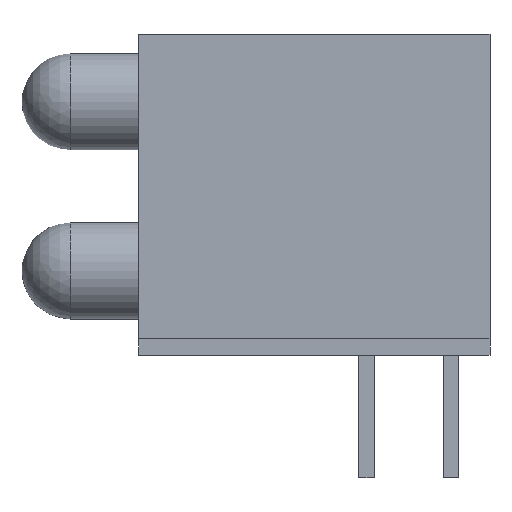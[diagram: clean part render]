
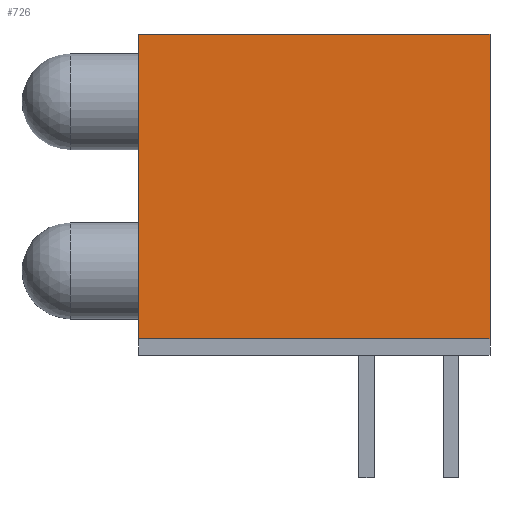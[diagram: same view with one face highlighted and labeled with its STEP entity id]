
A CAD part, front view. The second image highlights one B-rep face of the part: STEP entity #726.
In plain terms, the highlighted planar face has unit normal (0, -1, 0).
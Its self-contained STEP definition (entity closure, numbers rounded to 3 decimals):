
#57=FACE_OUTER_BOUND('',#110,.T.);
#110=EDGE_LOOP('',(#513,#514,#515,#516));
#162=LINE('',#1056,#249);
#165=LINE('',#1064,#252);
#168=LINE('',#1073,#255);
#170=LINE('',#1077,#257);
#249=VECTOR('',#849,9.15);
#252=VECTOR('',#856,9.15);
#255=VECTOR('',#867,10.55);
#257=VECTOR('',#873,10.55);
#335=VERTEX_POINT('',#1053);
#336=VERTEX_POINT('',#1055);
#338=VERTEX_POINT('',#1061);
#339=VERTEX_POINT('',#1063);
#400=EDGE_CURVE('',#335,#336,#162,.T.);
#404=EDGE_CURVE('',#339,#338,#165,.T.);
#408=EDGE_CURVE('',#336,#338,#168,.T.);
#410=EDGE_CURVE('',#339,#335,#170,.T.);
#513=ORIENTED_EDGE('',*,*,#400,.F.);
#514=ORIENTED_EDGE('',*,*,#410,.F.);
#515=ORIENTED_EDGE('',*,*,#404,.T.);
#516=ORIENTED_EDGE('',*,*,#408,.F.);
#679=PLANE('',#789);
#726=ADVANCED_FACE('',(#57),#679,.T.);
#789=AXIS2_PLACEMENT_3D('',#1076,#871,#872);
#849=DIRECTION('',(0.,0.,1.));
#856=DIRECTION('',(0.,0.,1.));
#867=DIRECTION('',(1.,0.,0.));
#871=DIRECTION('center_axis',(0.,-1.,0.));
#872=DIRECTION('ref_axis',(0.,0.,-1.));
#873=DIRECTION('',(-1.,0.,0.));
#1053=CARTESIAN_POINT('',(-8.11,-2.16,0.5));
#1055=CARTESIAN_POINT('',(-8.11,-2.16,9.65));
#1056=CARTESIAN_POINT('',(-8.11,-2.16,0.5));
#1061=CARTESIAN_POINT('',(2.44,-2.16,9.65));
#1063=CARTESIAN_POINT('',(2.44,-2.16,0.5));
#1064=CARTESIAN_POINT('',(2.44,-2.16,0.5));
#1073=CARTESIAN_POINT('',(-8.11,-2.16,9.65));
#1076=CARTESIAN_POINT('Origin',(2.44,-2.16,0.5));
#1077=CARTESIAN_POINT('',(2.44,-2.16,0.5));
